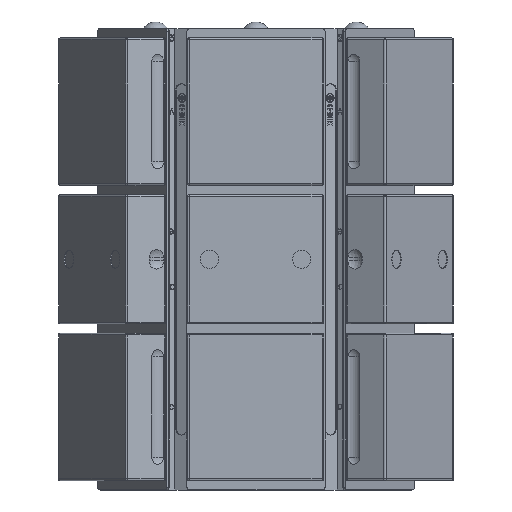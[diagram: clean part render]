
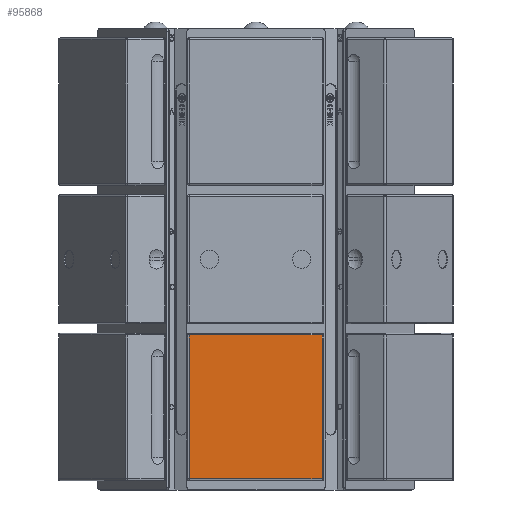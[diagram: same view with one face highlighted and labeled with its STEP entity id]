
A CAD part, front view. The second image highlights one B-rep face of the part: STEP entity #95868.
In plain terms, the highlighted face is planar.
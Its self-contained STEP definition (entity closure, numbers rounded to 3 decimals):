
#95180=CARTESIAN_POINT('',(78.0,50.0,-72.0));
#95181=VERTEX_POINT('',#95180);
#95217=CARTESIAN_POINT('',(78.,50.0,72.0));
#95218=VERTEX_POINT('',#95217);
#95285=CARTESIAN_POINT('',(-78.,50.0,-72.0));
#95286=VERTEX_POINT('',#95285);
#95320=CARTESIAN_POINT('',(-78.0,50.0,72.0));
#95321=VERTEX_POINT('',#95320);
#95622=CARTESIAN_POINT('',(78.,50.0,72.0));
#95623=DIRECTION('',(-1.0,0.0,0.0));
#95624=VECTOR('',#95623,156.0);
#95625=LINE('',#95622,#95624);
#95626=EDGE_CURVE('',#95218,#95321,#95625,.T.);
#95644=CARTESIAN_POINT('',(-78.,50.0,72.0));
#95645=DIRECTION('',(0.0,0.0,-1.0));
#95646=VECTOR('',#95645,144.0);
#95647=LINE('',#95644,#95646);
#95648=EDGE_CURVE('',#95321,#95286,#95647,.T.);
#95666=CARTESIAN_POINT('',(-78.,50.0,-72.0));
#95667=DIRECTION('',(1.0,0.0,0.0));
#95668=VECTOR('',#95667,156.0);
#95669=LINE('',#95666,#95668);
#95670=EDGE_CURVE('',#95286,#95181,#95669,.T.);
#95710=CARTESIAN_POINT('',(78.,50.0,-72.));
#95711=DIRECTION('',(0.0,0.0,1.0));
#95712=VECTOR('',#95711,144.0);
#95713=LINE('',#95710,#95712);
#95714=EDGE_CURVE('',#95181,#95218,#95713,.T.);
#95857=CARTESIAN_POINT('',(0.0,50.0,0.));
#95858=DIRECTION('',(0.0,1.0,0.0));
#95859=DIRECTION('',(0.0,0.0,1.0));
#95860=AXIS2_PLACEMENT_3D('',#95857,#95858,#95859);
#95861=PLANE('',#95860);
#95862=ORIENTED_EDGE('',*,*,#95626,.F.);
#95863=ORIENTED_EDGE('',*,*,#95714,.F.);
#95864=ORIENTED_EDGE('',*,*,#95670,.F.);
#95865=ORIENTED_EDGE('',*,*,#95648,.F.);
#95866=EDGE_LOOP('',(#95862,#95863,#95864,#95865));
#95867=FACE_OUTER_BOUND('',#95866,.T.);
#95868=ADVANCED_FACE('',(#95867),#95861,.T.);
